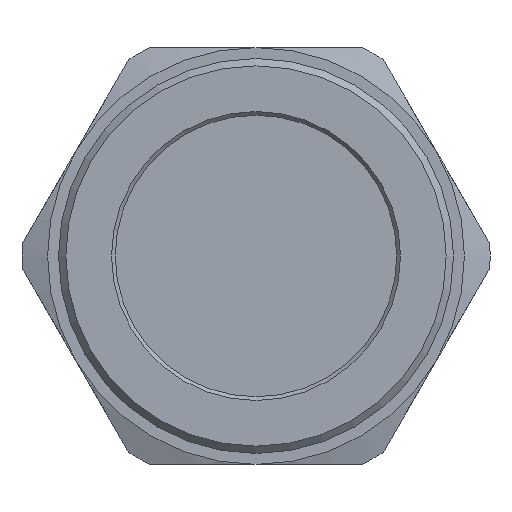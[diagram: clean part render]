
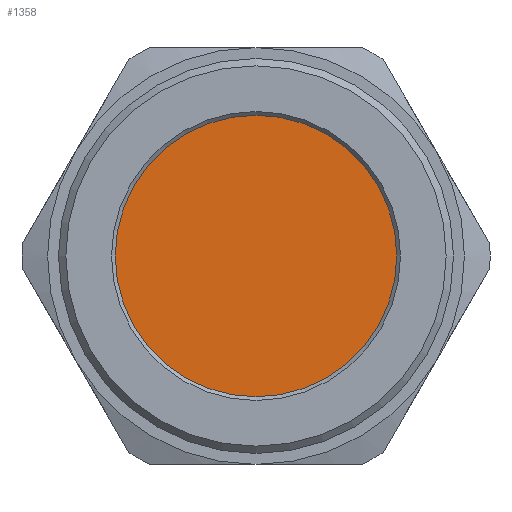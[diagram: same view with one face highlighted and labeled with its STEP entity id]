
A CAD part, front view. The second image highlights one B-rep face of the part: STEP entity #1358.
In plain terms, the highlighted planar face has unit normal (0, -1, 0).
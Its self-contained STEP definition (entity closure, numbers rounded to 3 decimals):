
#330=FACE_OUTER_BOUND('',#413,.T.);
#413=EDGE_LOOP('',(#921));
#503=CIRCLE('',#1462,19.25);
#592=VERTEX_POINT('',#2045);
#719=EDGE_CURVE('',#592,#592,#503,.T.);
#921=ORIENTED_EDGE('',*,*,#719,.F.);
#1325=PLANE('',#1461);
#1358=ADVANCED_FACE('',(#330),#1325,.T.);
#1461=AXIS2_PLACEMENT_3D('',#2044,#1635,#1636);
#1462=AXIS2_PLACEMENT_3D('',#2046,#1637,#1638);
#1635=DIRECTION('center_axis',(0.,-1.,0.));
#1636=DIRECTION('ref_axis',(0.,0.,-1.));
#1637=DIRECTION('center_axis',(0.,1.,0.));
#1638=DIRECTION('ref_axis',(-1.,0.,0.));
#2044=CARTESIAN_POINT('Origin',(2.182,-10.518,0.));
#2045=CARTESIAN_POINT('',(21.432,-10.518,0.));
#2046=CARTESIAN_POINT('Origin',(2.182,-10.518,0.));
